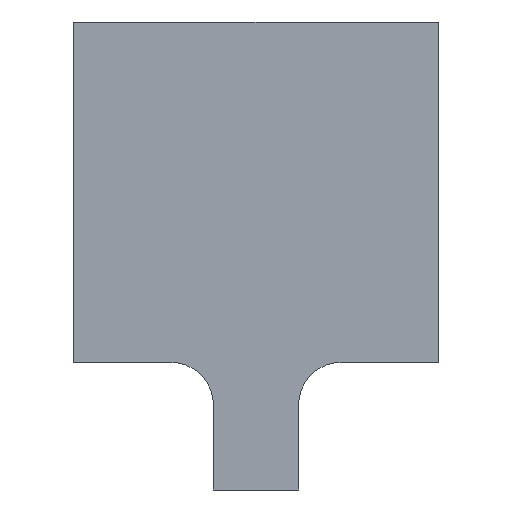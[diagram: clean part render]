
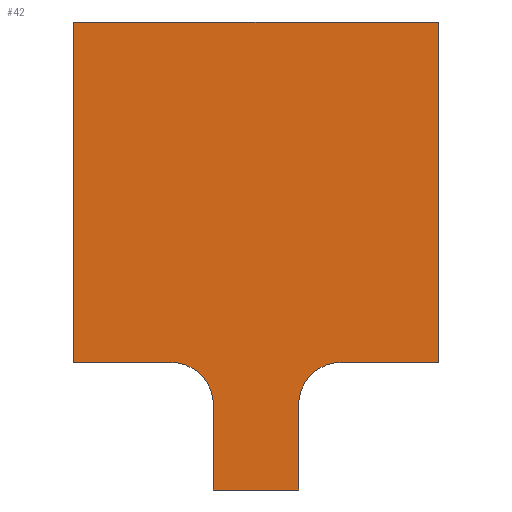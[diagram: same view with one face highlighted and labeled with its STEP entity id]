
A CAD part, front view. The second image highlights one B-rep face of the part: STEP entity #42.
In plain terms, the highlighted planar face has unit normal (0, -1, 0).
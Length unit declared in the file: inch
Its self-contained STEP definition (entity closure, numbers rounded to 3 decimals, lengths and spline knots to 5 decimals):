
#3 = VERTEX_POINT ( 'NONE', #56 ) ;
#4 = DIRECTION ( 'NONE',  ( 0., 0., -1. ) ) ;
#8 = LINE ( 'NONE', #337, #34 ) ;
#9 = VERTEX_POINT ( 'NONE', #66 ) ;
#10 = DIRECTION ( 'NONE',  ( 0., 1., 0. ) ) ;
#12 = CARTESIAN_POINT ( 'NONE',  ( 0.125, -0.155, -0.37481 ) ) ;
#22 = CARTESIAN_POINT ( 'NONE',  ( -0.535, -0.155, 1. ) ) ;
#28 = EDGE_CURVE ( 'NONE', #9, #481, #468, .T. ) ;
#34 = VECTOR ( 'NONE', #4, 39.37008 ) ;
#39 = VECTOR ( 'NONE', #437, 39.37008 ) ;
#42 = ADVANCED_FACE ( 'NONE', ( #78 ), #201, .F. ) ;
#52 = CARTESIAN_POINT ( 'NONE',  ( 0.125, -0.155, -0.125 ) ) ;
#55 = CARTESIAN_POINT ( 'NONE',  ( -0.535, -0.155, 0. ) ) ;
#56 = CARTESIAN_POINT ( 'NONE',  ( 0.25, -0.155, 0. ) ) ;
#66 = CARTESIAN_POINT ( 'NONE',  ( -0.535, -0.155, 1. ) ) ;
#76 = DIRECTION ( 'NONE',  ( 0., 0., 1. ) ) ;
#77 = CARTESIAN_POINT ( 'NONE',  ( -0.125, -0.155, -0.37481 ) ) ;
#78 = FACE_OUTER_BOUND ( 'NONE', #103, .T. ) ;
#80 = LINE ( 'NONE', #128, #39 ) ;
#88 = CARTESIAN_POINT ( 'NONE',  ( -0.125, -0.155, -0.37481 ) ) ;
#89 = VERTEX_POINT ( 'NONE', #111 ) ;
#91 = CARTESIAN_POINT ( 'NONE',  ( 0.535, -0.155, 0. ) ) ;
#103 = EDGE_LOOP ( 'NONE', ( #257, #177, #109, #311, #334, #125, #476, #224, #346, #351 ) ) ;
#108 = VECTOR ( 'NONE', #160, 39.37008 ) ;
#109 = ORIENTED_EDGE ( 'NONE', *, *, #292, .T. ) ;
#110 = EDGE_CURVE ( 'NONE', #482, #3, #119, .T. ) ;
#111 = CARTESIAN_POINT ( 'NONE',  ( -0.125, -0.155, -0.125 ) ) ;
#119 = CIRCLE ( 'NONE', #486, 0.125 ) ;
#122 = CARTESIAN_POINT ( 'NONE',  ( -0.25, -0.155, 0. ) ) ;
#125 = ORIENTED_EDGE ( 'NONE', *, *, #110, .T. ) ;
#128 = CARTESIAN_POINT ( 'NONE',  ( -0.535, -0.155, 0. ) ) ;
#130 = AXIS2_PLACEMENT_3D ( 'NONE', #146, #174, #76 ) ;
#136 = CARTESIAN_POINT ( 'NONE',  ( -0.535, -0.155, 1. ) ) ;
#137 = CARTESIAN_POINT ( 'NONE',  ( -0.535, -0.155, 0. ) ) ;
#146 = CARTESIAN_POINT ( 'NONE',  ( -0.535, -0.155, 1. ) ) ;
#151 = DIRECTION ( 'NONE',  ( 1., 0., 0. ) ) ;
#157 = CIRCLE ( 'NONE', #446, 0.125 ) ;
#160 = DIRECTION ( 'NONE',  ( 0., 0., -1. ) ) ;
#174 = DIRECTION ( 'NONE',  ( 0., 1., 0. ) ) ;
#176 = VECTOR ( 'NONE', #405, 39.37008 ) ;
#177 = ORIENTED_EDGE ( 'NONE', *, *, #225, .T. ) ;
#178 = EDGE_CURVE ( 'NONE', #481, #303, #255, .T. ) ;
#191 = LINE ( 'NONE', #77, #108 ) ;
#194 = DIRECTION ( 'NONE',  ( 1., 0., 0. ) ) ;
#200 = DIRECTION ( 'NONE',  ( 0., 0., -1. ) ) ;
#201 = PLANE ( 'NONE',  #130 ) ;
#213 = CARTESIAN_POINT ( 'NONE',  ( 0.25, -0.155, -0.125 ) ) ;
#221 = CARTESIAN_POINT ( 'NONE',  ( -0.125, -0.155, -0.37481 ) ) ;
#223 = VECTOR ( 'NONE', #151, 39.37008 ) ;
#224 = ORIENTED_EDGE ( 'NONE', *, *, #384, .F. ) ;
#225 = EDGE_CURVE ( 'NONE', #303, #89, #157, .T. ) ;
#250 = VERTEX_POINT ( 'NONE', #12 ) ;
#251 = VERTEX_POINT ( 'NONE', #88 ) ;
#255 = LINE ( 'NONE', #137, #176 ) ;
#257 = ORIENTED_EDGE ( 'NONE', *, *, #178, .T. ) ;
#272 = CARTESIAN_POINT ( 'NONE',  ( 0.535, -0.155, 1. ) ) ;
#277 = CARTESIAN_POINT ( 'NONE',  ( 0.535, -0.155, 1. ) ) ;
#280 = LINE ( 'NONE', #221, #223 ) ;
#291 = DIRECTION ( 'NONE',  ( 0., 1., 0. ) ) ;
#292 = EDGE_CURVE ( 'NONE', #89, #251, #191, .T. ) ;
#296 = VECTOR ( 'NONE', #200, 39.37008 ) ;
#297 = DIRECTION ( 'NONE',  ( 0., 0., 1. ) ) ;
#303 = VERTEX_POINT ( 'NONE', #122 ) ;
#311 = ORIENTED_EDGE ( 'NONE', *, *, #361, .T. ) ;
#322 = EDGE_CURVE ( 'NONE', #482, #250, #8, .T. ) ;
#334 = ORIENTED_EDGE ( 'NONE', *, *, #322, .F. ) ;
#337 = CARTESIAN_POINT ( 'NONE',  ( 0.125, -0.155, -0.37481 ) ) ;
#339 = VECTOR ( 'NONE', #473, 39.37008 ) ;
#346 = ORIENTED_EDGE ( 'NONE', *, *, #436, .F. ) ;
#351 = ORIENTED_EDGE ( 'NONE', *, *, #28, .T. ) ;
#361 = EDGE_CURVE ( 'NONE', #251, #250, #280, .T. ) ;
#381 = VERTEX_POINT ( 'NONE', #272 ) ;
#383 = DIRECTION ( 'NONE',  ( 0., 0., 1. ) ) ;
#384 = EDGE_CURVE ( 'NONE', #381, #426, #474, .T. ) ;
#395 = VECTOR ( 'NONE', #194, 39.37008 ) ;
#405 = DIRECTION ( 'NONE',  ( 1., 0., 0. ) ) ;
#407 = LINE ( 'NONE', #22, #395 ) ;
#426 = VERTEX_POINT ( 'NONE', #91 ) ;
#436 = EDGE_CURVE ( 'NONE', #9, #381, #407, .T. ) ;
#437 = DIRECTION ( 'NONE',  ( 1., 0., 0. ) ) ;
#446 = AXIS2_PLACEMENT_3D ( 'NONE', #466, #10, #383 ) ;
#465 = EDGE_CURVE ( 'NONE', #3, #426, #80, .T. ) ;
#466 = CARTESIAN_POINT ( 'NONE',  ( -0.25, -0.155, -0.125 ) ) ;
#468 = LINE ( 'NONE', #136, #296 ) ;
#473 = DIRECTION ( 'NONE',  ( 0., 0., -1. ) ) ;
#474 = LINE ( 'NONE', #277, #339 ) ;
#476 = ORIENTED_EDGE ( 'NONE', *, *, #465, .T. ) ;
#481 = VERTEX_POINT ( 'NONE', #55 ) ;
#482 = VERTEX_POINT ( 'NONE', #52 ) ;
#486 = AXIS2_PLACEMENT_3D ( 'NONE', #213, #291, #297 ) ;
